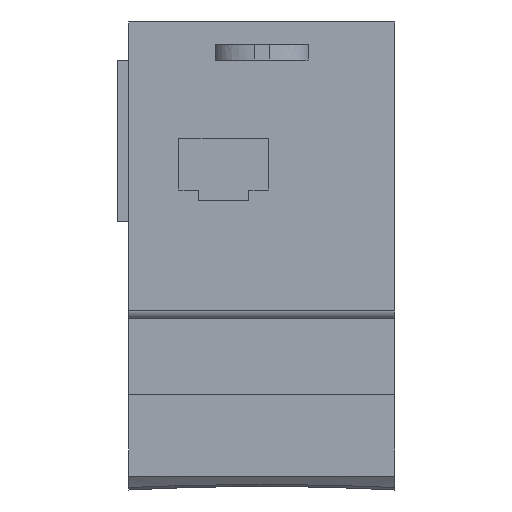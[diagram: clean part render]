
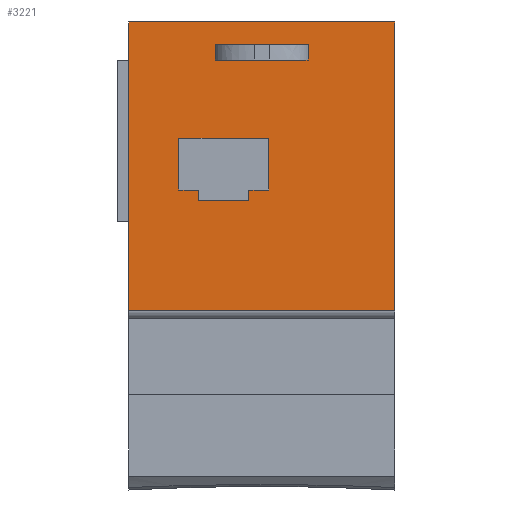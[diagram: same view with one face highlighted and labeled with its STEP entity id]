
A CAD part, front view. The second image highlights one B-rep face of the part: STEP entity #3221.
In plain terms, the highlighted planar face has unit normal (0, -1, 0).
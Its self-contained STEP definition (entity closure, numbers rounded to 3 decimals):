
#1836=DIRECTION('',(1.,0.,0.));
#1837=VECTOR('',#1836,4.619);
#1838=CARTESIAN_POINT('',(-6.119,-45.,23.8));
#1839=LINE('',#1838,#1837);
#1840=DIRECTION('',(0.,0.,1.));
#1841=VECTOR('',#1840,1.7);
#1842=CARTESIAN_POINT('',(-1.5,-45.,23.8));
#1843=LINE('',#1842,#1841);
#1844=DIRECTION('',(1.,0.,0.));
#1845=VECTOR('',#1844,4.596);
#1846=CARTESIAN_POINT('',(1.5,-45.,23.8));
#1847=LINE('',#1846,#1845);
#1848=DIRECTION('',(0.,0.,1.));
#1849=VECTOR('',#1848,2.);
#1850=CARTESIAN_POINT('',(6.096,-45.,23.8));
#1851=LINE('',#1850,#1849);
#1852=DIRECTION('',(1.,0.,0.));
#1853=VECTOR('',#1852,12.214);
#1854=CARTESIAN_POINT('',(-6.119,-45.,25.8));
#1855=LINE('',#1854,#1853);
#1856=DIRECTION('',(0.,0.,1.));
#1857=VECTOR('',#1856,2.);
#1858=CARTESIAN_POINT('',(-6.119,-45.,23.8));
#1859=LINE('',#1858,#1857);
#1860=DIRECTION('',(-1.,0.,0.));
#1861=VECTOR('',#1860,35.);
#1862=CARTESIAN_POINT('',(17.5,-45.,-9.2));
#1863=LINE('',#1862,#1861);
#1864=DIRECTION('',(0.,0.,1.));
#1865=VECTOR('',#1864,38.);
#1866=CARTESIAN_POINT('',(-17.5,-45.,-9.2));
#1867=LINE('',#1866,#1865);
#1868=DIRECTION('',(1.,0.,0.));
#1869=VECTOR('',#1868,35.);
#1870=CARTESIAN_POINT('',(-17.5,-45.,28.8));
#1871=LINE('',#1870,#1869);
#1872=DIRECTION('',(0.,0.,-1.));
#1873=VECTOR('',#1872,38.);
#1874=CARTESIAN_POINT('',(17.5,-45.,28.8));
#1875=LINE('',#1874,#1873);
#1876=DIRECTION('',(-1.,0.,0.));
#1877=VECTOR('',#1876,11.825);
#1878=CARTESIAN_POINT('',(0.916,-45.,13.533));
#1879=LINE('',#1878,#1877);
#1880=DIRECTION('',(0.,0.,-1.));
#1881=VECTOR('',#1880,6.833);
#1882=CARTESIAN_POINT('',(-10.909,-45.,13.533));
#1883=LINE('',#1882,#1881);
#1884=DIRECTION('',(1.,0.,0.));
#1885=VECTOR('',#1884,2.616);
#1886=CARTESIAN_POINT('',(-10.909,-45.,6.699));
#1887=LINE('',#1886,#1885);
#1888=DIRECTION('',(0.,0.,-1.));
#1889=VECTOR('',#1888,1.415);
#1890=CARTESIAN_POINT('',(-8.293,-45.,6.699));
#1891=LINE('',#1890,#1889);
#1892=DIRECTION('',(1.,0.,0.));
#1893=VECTOR('',#1892,6.593);
#1894=CARTESIAN_POINT('',(-8.293,-45.,5.284));
#1895=LINE('',#1894,#1893);
#1896=DIRECTION('',(0.,0.,1.));
#1897=VECTOR('',#1896,1.415);
#1898=CARTESIAN_POINT('',(-1.699,-45.,5.284));
#1899=LINE('',#1898,#1897);
#1900=DIRECTION('',(1.,0.,0.));
#1901=VECTOR('',#1900,2.616);
#1902=CARTESIAN_POINT('',(-1.699,-45.,6.699));
#1903=LINE('',#1902,#1901);
#1904=DIRECTION('',(0.,0.,1.));
#1905=VECTOR('',#1904,6.833);
#1906=CARTESIAN_POINT('',(0.916,-45.,6.699));
#1907=LINE('',#1906,#1905);
#1935=DIRECTION('',(0.,0.,1.));
#1936=VECTOR('',#1935,1.7);
#1937=CARTESIAN_POINT('',(1.5,-45.,23.8));
#1938=LINE('',#1937,#1936);
#1939=DIRECTION('',(1.,0.,0.));
#1940=VECTOR('',#1939,3.);
#1941=CARTESIAN_POINT('',(-1.5,-45.,25.5));
#1942=LINE('',#1941,#1940);
#2695=CARTESIAN_POINT('',(-17.5,-45.,28.8));
#2696=VERTEX_POINT('',#2695);
#2703=CARTESIAN_POINT('',(17.5,-45.,28.8));
#2704=VERTEX_POINT('',#2703);
#2783=CARTESIAN_POINT('',(-6.119,-45.,25.8));
#2784=CARTESIAN_POINT('',(6.096,-45.,25.8));
#2785=VERTEX_POINT('',#2783);
#2786=VERTEX_POINT('',#2784);
#2787=CARTESIAN_POINT('',(-6.119,-45.,23.8));
#2788=VERTEX_POINT('',#2787);
#2789=CARTESIAN_POINT('',(6.096,-45.,23.8));
#2790=VERTEX_POINT('',#2789);
#2791=CARTESIAN_POINT('',(-1.5,-45.,25.5));
#2792=CARTESIAN_POINT('',(1.5,-45.,25.5));
#2793=VERTEX_POINT('',#2791);
#2794=VERTEX_POINT('',#2792);
#2795=CARTESIAN_POINT('',(1.5,-45.,23.8));
#2796=CARTESIAN_POINT('',(-1.5,-45.,23.8));
#2797=VERTEX_POINT('',#2795);
#2798=VERTEX_POINT('',#2796);
#2880=CARTESIAN_POINT('',(-17.5,-45.,-9.2));
#2882=VERTEX_POINT('',#2880);
#2883=CARTESIAN_POINT('',(17.5,-45.,-9.2));
#2884=VERTEX_POINT('',#2883);
#2911=CARTESIAN_POINT('',(0.916,-45.,13.533));
#2912=CARTESIAN_POINT('',(-10.909,-45.,13.533));
#2913=VERTEX_POINT('',#2911);
#2914=VERTEX_POINT('',#2912);
#2915=CARTESIAN_POINT('',(-10.909,-45.,6.699));
#2916=VERTEX_POINT('',#2915);
#2917=CARTESIAN_POINT('',(-8.293,-45.,6.699));
#2918=VERTEX_POINT('',#2917);
#2919=CARTESIAN_POINT('',(-8.293,-45.,5.284));
#2920=VERTEX_POINT('',#2919);
#2921=CARTESIAN_POINT('',(-1.699,-45.,5.284));
#2922=VERTEX_POINT('',#2921);
#2923=CARTESIAN_POINT('',(-1.699,-45.,6.699));
#2924=VERTEX_POINT('',#2923);
#2925=CARTESIAN_POINT('',(0.916,-45.,6.699));
#2926=VERTEX_POINT('',#2925);
#3173=CARTESIAN_POINT('',(-17.5,-45.,0.));
#3174=DIRECTION('',(0.,-1.,0.));
#3175=DIRECTION('',(0.,0.,-1.));
#3176=AXIS2_PLACEMENT_3D('',#3173,#3174,#3175);
#3177=PLANE('',#3176);
#3178=ORIENTED_EDGE('',*,*,#2950,.T.);
#3179=ORIENTED_EDGE('',*,*,#3023,.T.);
#3181=ORIENTED_EDGE('',*,*,#3180,.T.);
#3182=ORIENTED_EDGE('',*,*,#3126,.T.);
#3183=EDGE_LOOP('',(#3178,#3179,#3181,#3182));
#3184=FACE_OUTER_BOUND('',#3183,.F.);
#3186=ORIENTED_EDGE('',*,*,#3185,.T.);
#3188=ORIENTED_EDGE('',*,*,#3187,.T.);
#3190=ORIENTED_EDGE('',*,*,#3189,.T.);
#3192=ORIENTED_EDGE('',*,*,#3191,.F.);
#3194=ORIENTED_EDGE('',*,*,#3193,.T.);
#3196=ORIENTED_EDGE('',*,*,#3195,.T.);
#3198=ORIENTED_EDGE('',*,*,#3197,.F.);
#3200=ORIENTED_EDGE('',*,*,#3199,.F.);
#3201=EDGE_LOOP('',(#3186,#3188,#3190,#3192,#3194,#3196,#3198,#3200));
#3202=FACE_BOUND('',#3201,.F.);
#3204=ORIENTED_EDGE('',*,*,#3203,.T.);
#3206=ORIENTED_EDGE('',*,*,#3205,.T.);
#3208=ORIENTED_EDGE('',*,*,#3207,.T.);
#3210=ORIENTED_EDGE('',*,*,#3209,.T.);
#3212=ORIENTED_EDGE('',*,*,#3211,.T.);
#3214=ORIENTED_EDGE('',*,*,#3213,.T.);
#3216=ORIENTED_EDGE('',*,*,#3215,.T.);
#3218=ORIENTED_EDGE('',*,*,#3217,.T.);
#3219=EDGE_LOOP('',(#3204,#3206,#3208,#3210,#3212,#3214,#3216,#3218));
#3220=FACE_BOUND('',#3219,.F.);
#2950=EDGE_CURVE('',#2884,#2882,#1863,.T.);
#3023=EDGE_CURVE('',#2882,#2696,#1867,.T.);
#3126=EDGE_CURVE('',#2704,#2884,#1875,.T.);
#3180=EDGE_CURVE('',#2696,#2704,#1871,.T.);
#3185=EDGE_CURVE('',#2788,#2798,#1839,.T.);
#3187=EDGE_CURVE('',#2798,#2793,#1843,.T.);
#3189=EDGE_CURVE('',#2793,#2794,#1942,.T.);
#3191=EDGE_CURVE('',#2797,#2794,#1938,.T.);
#3193=EDGE_CURVE('',#2797,#2790,#1847,.T.);
#3195=EDGE_CURVE('',#2790,#2786,#1851,.T.);
#3197=EDGE_CURVE('',#2785,#2786,#1855,.T.);
#3199=EDGE_CURVE('',#2788,#2785,#1859,.T.);
#3203=EDGE_CURVE('',#2913,#2914,#1879,.T.);
#3205=EDGE_CURVE('',#2914,#2916,#1883,.T.);
#3207=EDGE_CURVE('',#2916,#2918,#1887,.T.);
#3209=EDGE_CURVE('',#2918,#2920,#1891,.T.);
#3211=EDGE_CURVE('',#2920,#2922,#1895,.T.);
#3213=EDGE_CURVE('',#2922,#2924,#1899,.T.);
#3215=EDGE_CURVE('',#2924,#2926,#1903,.T.);
#3217=EDGE_CURVE('',#2926,#2913,#1907,.T.);
#3221=ADVANCED_FACE('',(#3184,#3202,#3220),#3177,.T.);
